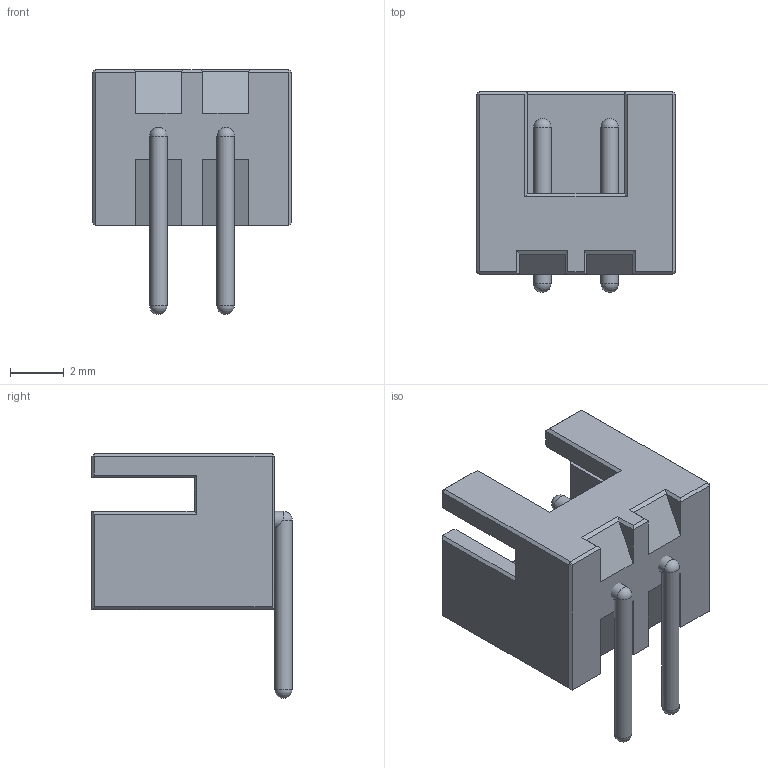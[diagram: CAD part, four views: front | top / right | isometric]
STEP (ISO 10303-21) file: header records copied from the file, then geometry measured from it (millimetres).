
FILE_DESCRIPTION(/* description */ (''),/* implementation_level */ '2;1');
FILE_NAME(/* name */ 'XH 2 horizontal v2.step',/* time_stamp */ '2021-02-17T00:15:35+03:00',/* author */ (''),/* organization */ (''),/* preprocessor_version */ 'ST-DEVELOPER v18.1',/* originating_system */ 'Autodesk Translation Framework v9.7.1.1290',/* authorisation */ '');
FILE_SCHEMA (('AUTOMOTIVE_DESIGN { 1 0 10303 214 3 1 1 }'));
Length unit declared in the file: millimetre
Products named in the file (1): XH 2 horizontal
Bounding box: 7.4 x 7.45 x 9.1 mm (x, y, z)
Volume: 150 mm3; surface area: 384.6 mm2
Topology: 3 solids, 3 shells, 85 faces, 207 edges, 124 vertices
Faces by surface type: plane 75, sphere 6, cylinder 4
Full cylindrical faces by diameter (mm): 0.65 x4
Entity records: 2426 total; most frequent: CARTESIAN_POINT 413, ORIENTED_EDGE 406, DIRECTION 391, EDGE_CURVE 203, LINE 187, VECTOR 187, VERTEX_POINT 124, AXIS2_PLACEMENT_3D 102
